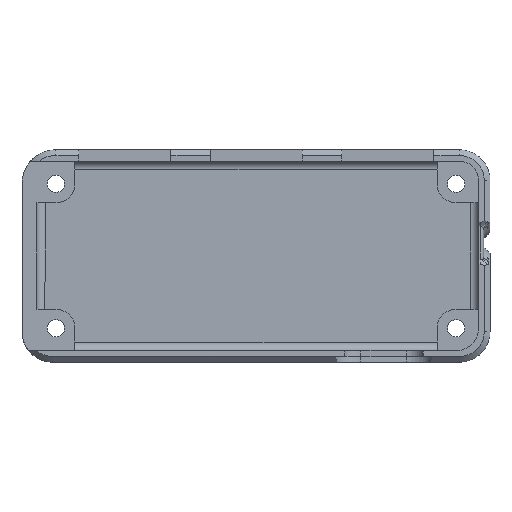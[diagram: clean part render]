
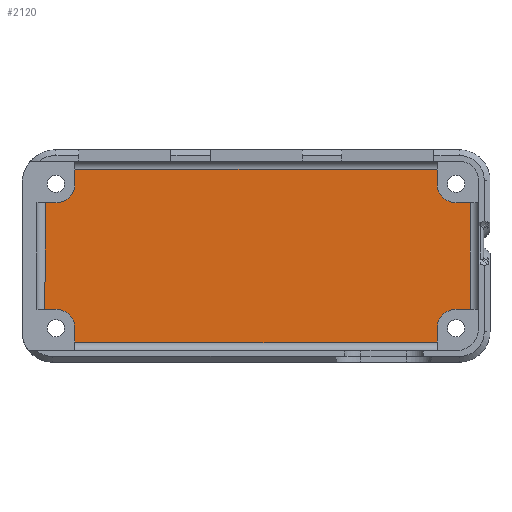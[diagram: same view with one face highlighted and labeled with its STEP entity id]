
A CAD part, top view. The second image highlights one B-rep face of the part: STEP entity #2120.
In plain terms, the highlighted planar face has unit normal (0, 0, 1).
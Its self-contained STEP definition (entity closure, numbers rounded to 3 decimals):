
#117=PLANE('',#2298);
#217=FACE_OUTER_BOUND('',#334,.T.);
#334=EDGE_LOOP('',(#1856,#1857,#1858,#1859,#1860,#1861,#1862,#1863,#1864,
#1865,#1866,#1867,#1868,#1869,#1870,#1871));
#503=LINE('',#3532,#710);
#506=LINE('',#3538,#713);
#508=LINE('',#3547,#715);
#512=LINE('',#3559,#719);
#518=LINE('',#3570,#725);
#519=LINE('',#3579,#726);
#523=LINE('',#3588,#730);
#525=LINE('',#3599,#732);
#526=LINE('',#3603,#733);
#533=LINE('',#3616,#740);
#544=LINE('',#3666,#751);
#546=LINE('',#3672,#753);
#710=VECTOR('',#2590,10.);
#713=VECTOR('',#2595,10.);
#715=VECTOR('',#2603,10.);
#719=VECTOR('',#2615,10.);
#725=VECTOR('',#2623,10.);
#726=VECTOR('',#2632,10.);
#730=VECTOR('',#2640,10.);
#732=VECTOR('',#2652,10.);
#733=VECTOR('',#2657,10.);
#740=VECTOR('',#2666,10.);
#751=VECTOR('',#2731,10.);
#753=VECTOR('',#2739,10.);
#838=CIRCLE('',#2261,3.302);
#845=CIRCLE('',#2274,3.3);
#846=CIRCLE('',#2277,3.304);
#847=CIRCLE('',#2280,3.302);
#997=VERTEX_POINT('',#3526);
#999=VERTEX_POINT('',#3530);
#1001=VERTEX_POINT('',#3536);
#1004=VERTEX_POINT('',#3544);
#1005=VERTEX_POINT('',#3546);
#1009=VERTEX_POINT('',#3558);
#1013=VERTEX_POINT('',#3568);
#1016=VERTEX_POINT('',#3576);
#1017=VERTEX_POINT('',#3578);
#1020=VERTEX_POINT('',#3586);
#1023=VERTEX_POINT('',#3596);
#1024=VERTEX_POINT('',#3598);
#1025=VERTEX_POINT('',#3602);
#1030=VERTEX_POINT('',#3614);
#1042=VERTEX_POINT('',#3665);
#1043=VERTEX_POINT('',#3671);
#1248=EDGE_CURVE('',#997,#999,#503,.T.);
#1251=EDGE_CURVE('',#999,#1001,#506,.T.);
#1255=EDGE_CURVE('',#1005,#1004,#508,.T.);
#1261=EDGE_CURVE('',#1009,#1005,#512,.T.);
#1267=EDGE_CURVE('',#1004,#1013,#518,.T.);
#1271=EDGE_CURVE('',#1017,#1016,#519,.T.);
#1276=EDGE_CURVE('',#1016,#1020,#523,.T.);
#1281=EDGE_CURVE('',#1024,#1023,#525,.T.);
#1283=EDGE_CURVE('',#1025,#1024,#526,.T.);
#1290=EDGE_CURVE('',#1023,#1030,#533,.T.);
#1304=EDGE_CURVE('',#1013,#1025,#838,.T.);
#1315=EDGE_CURVE('',#1001,#1009,#845,.T.);
#1316=EDGE_CURVE('',#1042,#997,#544,.T.);
#1318=EDGE_CURVE('',#1020,#1042,#846,.T.);
#1319=EDGE_CURVE('',#1043,#1017,#546,.T.);
#1321=EDGE_CURVE('',#1030,#1043,#847,.T.);
#1856=ORIENTED_EDGE('',*,*,#1281,.T.);
#1857=ORIENTED_EDGE('',*,*,#1290,.T.);
#1858=ORIENTED_EDGE('',*,*,#1321,.T.);
#1859=ORIENTED_EDGE('',*,*,#1319,.T.);
#1860=ORIENTED_EDGE('',*,*,#1271,.T.);
#1861=ORIENTED_EDGE('',*,*,#1276,.T.);
#1862=ORIENTED_EDGE('',*,*,#1318,.T.);
#1863=ORIENTED_EDGE('',*,*,#1316,.T.);
#1864=ORIENTED_EDGE('',*,*,#1248,.T.);
#1865=ORIENTED_EDGE('',*,*,#1251,.T.);
#1866=ORIENTED_EDGE('',*,*,#1315,.T.);
#1867=ORIENTED_EDGE('',*,*,#1261,.T.);
#1868=ORIENTED_EDGE('',*,*,#1255,.T.);
#1869=ORIENTED_EDGE('',*,*,#1267,.T.);
#1870=ORIENTED_EDGE('',*,*,#1304,.T.);
#1871=ORIENTED_EDGE('',*,*,#1283,.T.);
#2120=ADVANCED_FACE('',(#217),#117,.F.);
#2261=AXIS2_PLACEMENT_3D('',#3640,#2697,#2698);
#2274=AXIS2_PLACEMENT_3D('',#3663,#2727,#2728);
#2277=AXIS2_PLACEMENT_3D('',#3669,#2735,#2736);
#2280=AXIS2_PLACEMENT_3D('',#3675,#2743,#2744);
#2298=AXIS2_PLACEMENT_3D('',#3719,#2794,#2795);
#2590=DIRECTION('',(0.,-1.,0.));
#2595=DIRECTION('',(1.,0.,0.));
#2603=DIRECTION('',(1.,0.,0.));
#2615=DIRECTION('',(0.,-1.,0.));
#2623=DIRECTION('',(0.,1.,0.));
#2632=DIRECTION('',(-1.,0.,0.));
#2640=DIRECTION('',(0.,-1.,0.));
#2652=DIRECTION('',(0.,1.,0.));
#2657=DIRECTION('',(1.,0.,0.));
#2666=DIRECTION('',(-1.,0.,0.));
#2697=DIRECTION('center_axis',(0.,0.,-1.));
#2698=DIRECTION('ref_axis',(1.,0.,0.));
#2727=DIRECTION('center_axis',(0.,0.,-1.));
#2728=DIRECTION('ref_axis',(1.,0.,0.));
#2731=DIRECTION('',(-1.,0.,0.));
#2735=DIRECTION('center_axis',(0.,0.,-1.));
#2736=DIRECTION('ref_axis',(1.,0.,0.));
#2739=DIRECTION('',(0.,1.,0.));
#2743=DIRECTION('center_axis',(0.,0.,-1.));
#2744=DIRECTION('ref_axis',(1.,0.,0.));
#2794=DIRECTION('center_axis',(0.,0.,-1.));
#2795=DIRECTION('ref_axis',(1.,0.,0.));
#3526=CARTESIAN_POINT('',(103.,-82.806,-7.434));
#3530=CARTESIAN_POINT('',(103.,-101.348,-7.434));
#3532=CARTESIAN_POINT('',(103.,-85.786,-7.434));
#3536=CARTESIAN_POINT('',(104.902,-101.348,-7.434));
#3538=CARTESIAN_POINT('',(120.651,-101.348,-7.434));
#3544=CARTESIAN_POINT('',(171.196,-107.15,-7.434));
#3546=CARTESIAN_POINT('',(108.202,-107.148,-7.434));
#3547=CARTESIAN_POINT('',(120.226,-107.149,-7.434));
#3558=CARTESIAN_POINT('',(108.202,-104.648,-7.434));
#3559=CARTESIAN_POINT('',(108.202,-98.361,-7.434));
#3568=CARTESIAN_POINT('',(171.196,-104.648,-7.434));
#3570=CARTESIAN_POINT('',(171.196,-100.012,-7.434));
#3576=CARTESIAN_POINT('',(108.206,-76.998,-7.434));
#3578=CARTESIAN_POINT('',(171.196,-77.,-7.434));
#3579=CARTESIAN_POINT('',(157.099,-77.,-7.434));
#3586=CARTESIAN_POINT('',(108.206,-79.502,-7.434));
#3588=CARTESIAN_POINT('',(108.206,-84.136,-7.434));
#3596=CARTESIAN_POINT('',(177.,-82.804,-7.434));
#3598=CARTESIAN_POINT('',(177.,-101.346,-7.434));
#3599=CARTESIAN_POINT('',(177.,-98.361,-7.434));
#3602=CARTESIAN_POINT('',(174.498,-101.346,-7.434));
#3603=CARTESIAN_POINT('',(157.099,-101.346,-7.434));
#3614=CARTESIAN_POINT('',(174.498,-82.804,-7.434));
#3616=CARTESIAN_POINT('',(158.75,-82.804,-7.434));
#3640=CARTESIAN_POINT('Origin',(174.498,-104.648,-7.434));
#3663=CARTESIAN_POINT('Origin',(104.902,-104.648,-7.434));
#3665=CARTESIAN_POINT('',(104.902,-82.806,-7.434));
#3666=CARTESIAN_POINT('',(122.301,-82.806,-7.434));
#3669=CARTESIAN_POINT('Origin',(104.902,-79.502,-7.434));
#3671=CARTESIAN_POINT('',(171.196,-79.502,-7.434));
#3672=CARTESIAN_POINT('',(171.196,-85.788,-7.434));
#3675=CARTESIAN_POINT('Origin',(174.498,-79.502,-7.434));
#3719=CARTESIAN_POINT('Origin',(139.7,-92.074,-7.434));
